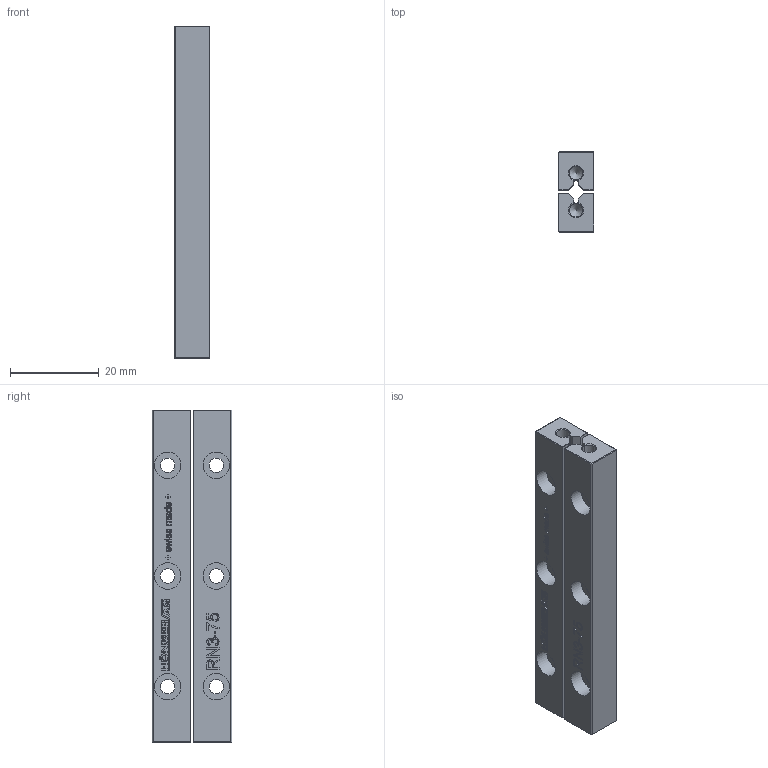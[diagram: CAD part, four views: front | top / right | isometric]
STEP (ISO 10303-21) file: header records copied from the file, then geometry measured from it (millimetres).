
FILE_DESCRIPTION(('FreeCAD Model'),'2;1');
FILE_NAME('RN3-75.step', '2020-08-06T14:47:53',('Author'),(''), 'Open CASCADE STEP processor 6.8','FreeCAD','Unknown');
FILE_SCHEMA(('AUTOMOTIVE_DESIGN_CC2 { 1 2 10303 214 -1 1 5 4 }'));
Length unit declared in the file: millimetre
Products named in the file (2): ASSEMBLY; Schienenpaar
Assembly tree (1 placements, depth 2):
  ASSEMBLY
    Schienenpaar
Bounding box: 8 x 18 x 75 mm (x, y, z)
Volume: 8811.6 mm3; surface area: 6517.6 mm2
Topology: 2 solids, 2 shells, 657 faces, 1781 edges, 1166 vertices
Faces by surface type: extrusion 395, plane 226, cylinder 20, cone 16
Full cylindrical faces by diameter (mm): 3 x2, 3.3 x6, 6 x6
Entity records: 44391 total; most frequent: CARTESIAN_POINT 11495, DIRECTION 4664, VECTOR 3992, LINE 3597, ORIENTED_EDGE 3554, PCURVE 3554, DEFINITIONAL_REPRESENTATION 3554, B_SPLINE_CURVE_WITH_KNOTS 2035
